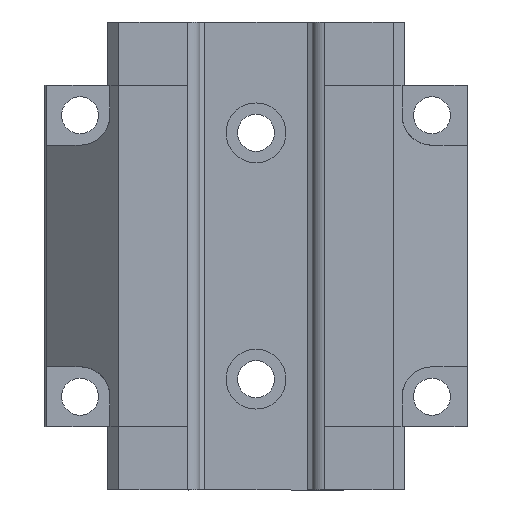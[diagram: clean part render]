
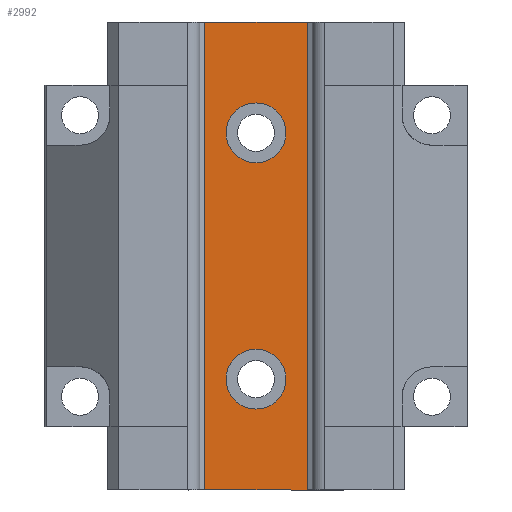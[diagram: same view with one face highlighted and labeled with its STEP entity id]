
A CAD part, front view. The second image highlights one B-rep face of the part: STEP entity #2992.
In plain terms, the highlighted planar face has unit normal (0, -1, 0).
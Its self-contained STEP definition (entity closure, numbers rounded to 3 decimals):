
#12 = AXIS2_PLACEMENT_3D ( 'NONE', #10640, #10641, #10642 ) ;
#2233 = EDGE_CURVE ( 'NONE', #4706, #4707, #9411, .T. ) ;
#2241 = EDGE_CURVE ( 'NONE', #4964, #4706, #9424, .T. ) ;
#2242 = EDGE_CURVE ( 'NONE', #4707, #4705, #9416, .T. ) ;
#2244 = EDGE_CURVE ( 'NONE', #4705, #4964, #9432, .T. ) ;
#2245 = EDGE_CURVE ( 'NONE', #10850, #10850, #9435, .T. ) ;
#2246 = EDGE_CURVE ( 'NONE', #10852, #10852, #9437, .T. ) ;
#2449 = AXIS2_PLACEMENT_3D ( 'NONE', #8752, #8757, #8758 ) ;
#2457 = AXIS2_PLACEMENT_3D ( 'NONE', #8750, #8759, #8760 ) ;
#2992 = ADVANCED_FACE ( 'NONE', ( #9808, #9807, #9809 ), #10629, .F. ) ;
#3680 = ORIENTED_EDGE ( 'NONE', *, *, #2246, .F. ) ;
#3681 = ORIENTED_EDGE ( 'NONE', *, *, #2245, .F. ) ;
#3682 = ORIENTED_EDGE ( 'NONE', *, *, #2244, .F. ) ;
#3683 = ORIENTED_EDGE ( 'NONE', *, *, #2242, .F. ) ;
#3684 = ORIENTED_EDGE ( 'NONE', *, *, #2233, .F. ) ;
#3685 = ORIENTED_EDGE ( 'NONE', *, *, #2241, .F. ) ;
#4047 = EDGE_LOOP ( 'NONE', ( #3680 ) ) ;
#4082 = EDGE_LOOP ( 'NONE', ( #3681 ) ) ;
#4083 = EDGE_LOOP ( 'NONE', ( #3682, #3683, #3684, #3685 ) ) ;
#4705 = VERTEX_POINT ( 'NONE', #10643 ) ;
#4706 = VERTEX_POINT ( 'NONE', #10651 ) ;
#4707 = VERTEX_POINT ( 'NONE', #10644 ) ;
#4964 = VERTEX_POINT ( 'NONE', #10726 ) ;
#8730 = CARTESIAN_POINT ( 'NONE',  ( 19.696, -19.85, 66.5 ) ) ;
#8731 = DIRECTION ( 'NONE',  ( 1., 0., 0. ) ) ;
#8744 = CARTESIAN_POINT ( 'NONE',  ( -19.696, -19.85, 79.8 ) ) ;
#8747 = CARTESIAN_POINT ( 'NONE',  ( 19.696, -19.85, 79.8 ) ) ;
#8748 = DIRECTION ( 'NONE',  ( 0., 0., 1. ) ) ;
#8750 = CARTESIAN_POINT ( 'NONE',  ( 0., -19.85, -35. ) ) ;
#8751 = DIRECTION ( 'NONE',  ( 0., 0., -1. ) ) ;
#8752 = CARTESIAN_POINT ( 'NONE',  ( 0., -19.85, 35. ) ) ;
#8754 = CARTESIAN_POINT ( 'NONE',  ( 19.696, -19.85, -66.5 ) ) ;
#8755 = DIRECTION ( 'NONE',  ( -1., 0., 0. ) ) ;
#8757 = DIRECTION ( 'NONE',  ( 0., -1., 0. ) ) ;
#8758 = DIRECTION ( 'NONE',  ( 0., 0., 1. ) ) ;
#8759 = DIRECTION ( 'NONE',  ( 0., -1., 0. ) ) ;
#8760 = DIRECTION ( 'NONE',  ( 0., 0., 1. ) ) ;
#9411 = LINE ( 'NONE', #8730, #9412 ) ;
#9412 = VECTOR ( 'NONE', #8731, 1000. ) ;
#9416 = LINE ( 'NONE', #8747, #9428 ) ;
#9424 = LINE ( 'NONE', #8744, #9426 ) ;
#9426 = VECTOR ( 'NONE', #8748, 1000. ) ;
#9428 = VECTOR ( 'NONE', #8751, 1000. ) ;
#9432 = LINE ( 'NONE', #8754, #9433 ) ;
#9433 = VECTOR ( 'NONE', #8755, 1000. ) ;
#9435 = CIRCLE ( 'NONE', #2449, 8.5 ) ;
#9437 = CIRCLE ( 'NONE', #2457, 8.5 ) ;
#9807 = FACE_BOUND ( 'NONE', #4082, .T. ) ;
#9808 = FACE_BOUND ( 'NONE', #4047, .T. ) ;
#9809 = FACE_OUTER_BOUND ( 'NONE', #4083, .T. ) ;
#10629 = PLANE ( 'NONE',  #12 ) ;
#10640 = CARTESIAN_POINT ( 'NONE',  ( 19.696, -19.85, 79.8 ) ) ;
#10641 = DIRECTION ( 'NONE',  ( 0., 1., 0. ) ) ;
#10642 = DIRECTION ( 'NONE',  ( 0., 0., 1. ) ) ;
#10643 = CARTESIAN_POINT ( 'NONE',  ( 19.696, -19.85, -66.5 ) ) ;
#10644 = CARTESIAN_POINT ( 'NONE',  ( 19.696, -19.85, 66.5 ) ) ;
#10651 = CARTESIAN_POINT ( 'NONE',  ( -19.696, -19.85, 66.5 ) ) ;
#10726 = CARTESIAN_POINT ( 'NONE',  ( -19.696, -19.85, -66.5 ) ) ;
#10850 = VERTEX_POINT ( 'NONE', #10851 ) ;
#10851 = CARTESIAN_POINT ( 'NONE',  ( 0., -19.85, 43.5 ) ) ;
#10852 = VERTEX_POINT ( 'NONE', #10853 ) ;
#10853 = CARTESIAN_POINT ( 'NONE',  ( 0., -19.85, -26.5 ) ) ;
